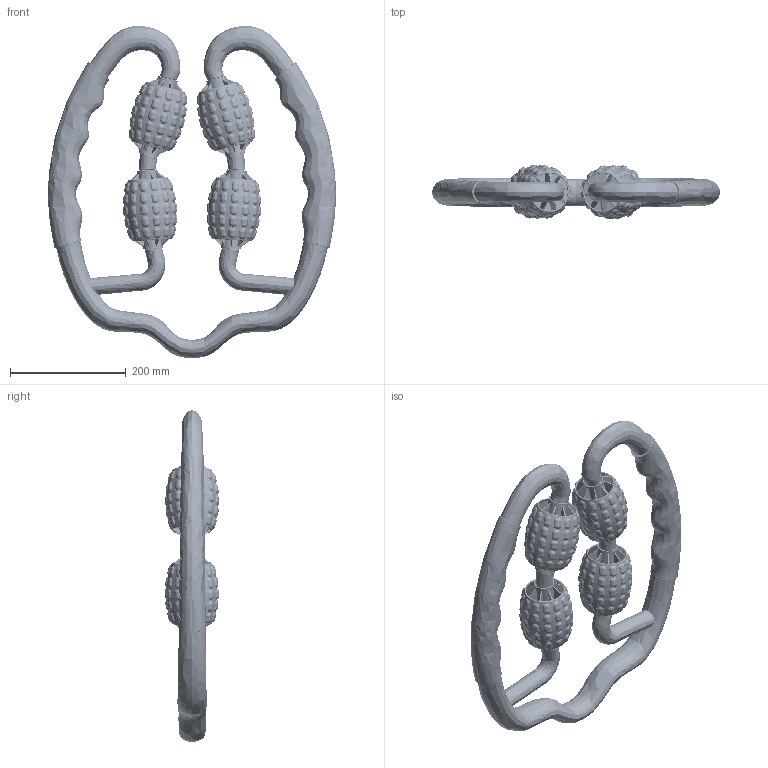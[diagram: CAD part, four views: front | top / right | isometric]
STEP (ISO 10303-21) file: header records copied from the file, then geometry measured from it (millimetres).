
FILE_DESCRIPTION(('FreeCAD Model'),'2;1');
FILE_NAME('Open CASCADE Shape Model','2025-04-29T12:42:53',('FreeCAD'),( 'FreeCAD'),'Open CASCADE STEP processor 7.6','FreeCAD','Unknown');
FILE_SCHEMA(('AUTOMOTIVE_DESIGN { 1 0 10303 214 1 1 1 1 }'));
Products named in the file (1): Open CASCADE STEP translator 7.6 1
Bounding box: 497.78 x 94.08 x 573.45 mm (x, y, z)
Surface area: 786130 mm2 (no closed solid volume)
Topology: 0 solids, 100 shells, 5537 faces, 13268 edges, 7956 vertices
Faces by surface type: bspline 5537
Entity records: 290996 total; most frequent: CARTESIAN_POINT 216287, ORIENTED_EDGE 25674, EDGE_CURVE 12844, B_SPLINE_CURVE_WITH_KNOTS 8236, VERTEX_POINT 7956, FACE_BOUND 6031, EDGE_LOOP 6031, ADVANCED_FACE 5537
